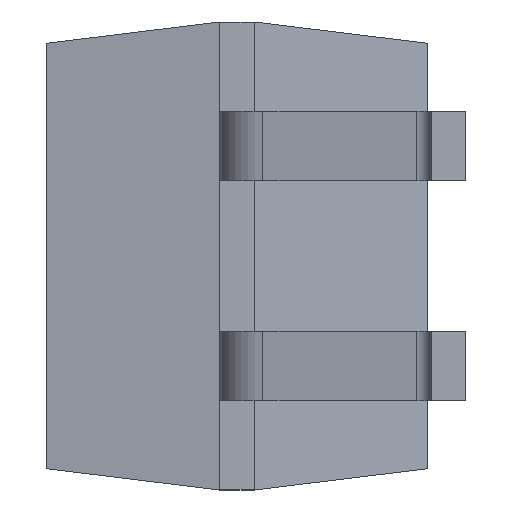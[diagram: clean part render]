
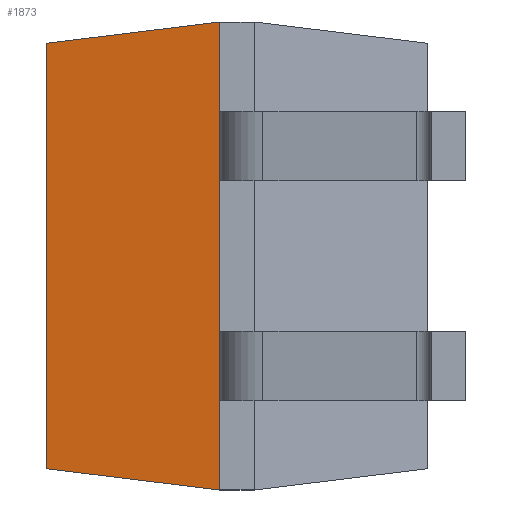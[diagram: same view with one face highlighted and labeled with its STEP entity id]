
A CAD part, left-side view. The second image highlights one B-rep face of the part: STEP entity #1873.
In plain terms, the highlighted planar face has unit normal (-0.993, 0.122, 0).
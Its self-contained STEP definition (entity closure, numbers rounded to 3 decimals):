
#15 = VERTEX_POINT ( 'NONE', #1046 ) ;
#47 = FACE_OUTER_BOUND ( 'NONE', #490, .T. ) ;
#57 = EDGE_CURVE ( 'NONE', #15, #1868, #2121, .T. ) ;
#199 = DIRECTION ( 'NONE',  ( -0.122, -0.993, 0. ) ) ;
#236 = VECTOR ( 'NONE', #2267, 1000. ) ;
#371 = CARTESIAN_POINT ( 'NONE',  ( -2.077, 2.42, -1.35 ) ) ;
#457 = ORIENTED_EDGE ( 'NONE', *, *, #1183, .F. ) ;
#490 = EDGE_LOOP ( 'NONE', ( #1032, #625, #457, #1133 ) ) ;
#496 = VECTOR ( 'NONE', #1234, 1000. ) ;
#515 = CARTESIAN_POINT ( 'NONE',  ( -2.2, 1.42, -1.35 ) ) ;
#625 = ORIENTED_EDGE ( 'NONE', *, *, #2052, .F. ) ;
#633 = VERTEX_POINT ( 'NONE', #2030 ) ;
#674 = CARTESIAN_POINT ( 'NONE',  ( -2.2, 1.42, 1.35 ) ) ;
#676 = CARTESIAN_POINT ( 'NONE',  ( -2.2, 1.42, 1.35 ) ) ;
#794 = CARTESIAN_POINT ( 'NONE',  ( -2.2, 1.42, -1.35 ) ) ;
#912 = VECTOR ( 'NONE', #2115, 1000. ) ;
#1032 = ORIENTED_EDGE ( 'NONE', *, *, #2292, .T. ) ;
#1046 = CARTESIAN_POINT ( 'NONE',  ( -2.077, 2.42, -1.227 ) ) ;
#1133 = ORIENTED_EDGE ( 'NONE', *, *, #57, .T. ) ;
#1149 = PLANE ( 'NONE',  #1737 ) ;
#1183 = EDGE_CURVE ( 'NONE', #15, #633, #2132, .T. ) ;
#1194 = LINE ( 'NONE', #674, #236 ) ;
#1234 = DIRECTION ( 'NONE',  ( -0.121, -0.985, -0.121 ) ) ;
#1407 = LINE ( 'NONE', #1596, #912 ) ;
#1596 = CARTESIAN_POINT ( 'NONE',  ( -2.2, 1.42, -1.35 ) ) ;
#1677 = VECTOR ( 'NONE', #1767, 1000. ) ;
#1723 = VERTEX_POINT ( 'NONE', #676 ) ;
#1737 = AXIS2_PLACEMENT_3D ( 'NONE', #794, #1831, #199 ) ;
#1767 = DIRECTION ( 'NONE',  ( 0., 0., 1. ) ) ;
#1831 = DIRECTION ( 'NONE',  ( -0.993, 0.122, 0. ) ) ;
#1868 = VERTEX_POINT ( 'NONE', #2180 ) ;
#1873 = ADVANCED_FACE ( 'NONE', ( #47 ), #1149, .T. ) ;
#2030 = CARTESIAN_POINT ( 'NONE',  ( -2.077, 2.42, 1.227 ) ) ;
#2052 = EDGE_CURVE ( 'NONE', #633, #1723, #1194, .T. ) ;
#2115 = DIRECTION ( 'NONE',  ( 0., 0., 1. ) ) ;
#2121 = LINE ( 'NONE', #515, #496 ) ;
#2132 = LINE ( 'NONE', #371, #1677 ) ;
#2180 = CARTESIAN_POINT ( 'NONE',  ( -2.2, 1.42, -1.35 ) ) ;
#2267 = DIRECTION ( 'NONE',  ( -0.121, -0.985, 0.121 ) ) ;
#2292 = EDGE_CURVE ( 'NONE', #1868, #1723, #1407, .T. ) ;
